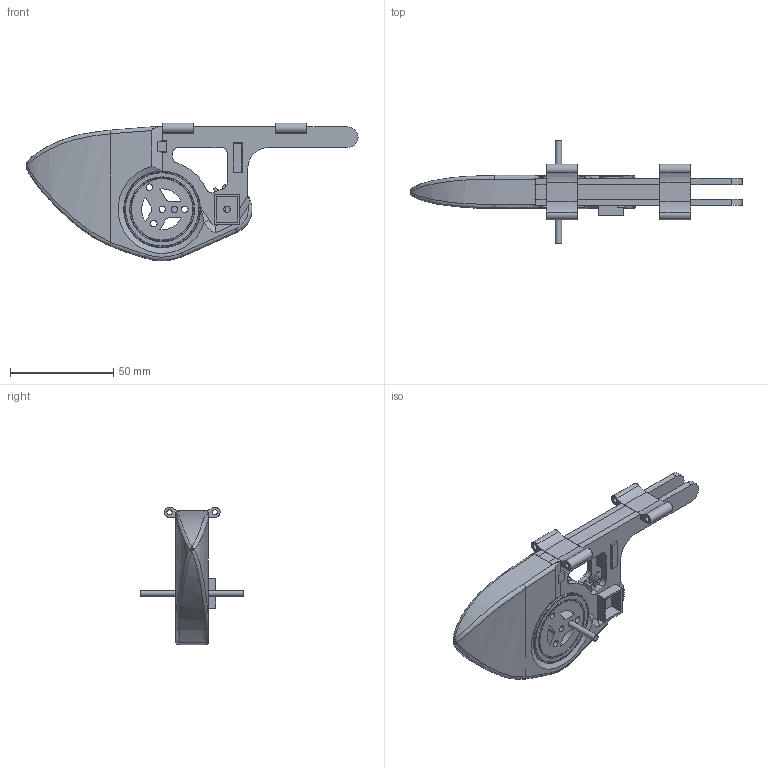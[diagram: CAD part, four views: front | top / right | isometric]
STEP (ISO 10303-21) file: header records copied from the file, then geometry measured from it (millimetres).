
FILE_DESCRIPTION(/* description */ ('','CAx-IF Rec.Pracs.---Representation and Presentation of Product Manufacturing Information (PMI)---4.0---2014-10-13'),/* implementation_level */ '2;1');
FILE_NAME(/* name */ 'Prototype Body improved v2.step',/* time_stamp */ '2025-03-08T01:51:32Z',/* author */ (''),/* organization */ (''),/* preprocessor_version */ 'ST-DEVELOPER v20',/* originating_system */ 'Autodesk Translation Framework v13.20.0.188',/* authorisation */ '');
FILE_SCHEMA (('AP242_MANAGED_MODEL_BASED_3D_ENGINEERING_MIM_LF { 1 0 10303 442 1 1 4 }'));
Products named in the file (12): Prototype Body improved; bottom_chassis; Bearing 10 03; flapping_shaft; Spur Gear (30 teeth); motor shaft; Spur Gear (15 teeth); top_chassis; Bearing 37 30; pivots; 50mm rod; casing improved
Assembly tree (13 placements, depth 3):
  Prototype Body improved
    bottom_chassis
    Bearing 37 30  x2
    Bearing 10 03
    flapping_shaft
      Spur Gear (30 teeth)
    motor shaft
      Spur Gear (15 teeth)
    top_chassis
    pivots  x2
    50mm rod
    casing improved
Bounding box: 161 x 50 x 66.78 mm (x, y, z)
Volume: 61072.2 mm3; surface area: 49038.1 mm2
Topology: 19 solids, 19 shells, 601 faces, 1643 edges, 1090 vertices
Faces by surface type: cylinder 211, plane 188, bspline 163, torus 28, cone 11
Full cylindrical faces by diameter (mm): 2.5 x4, 2.8 x1, 3 x3, 3.2 x5, 4 x2, 9 x2, 10 x1, 10.2 x1, 29.8 x2, 30 x2, 31.5 x4, 35.5 x4, 37 x2, 37.2 x2
Entity records: 46876 total; most frequent: CARTESIAN_POINT 33036, ORIENTED_EDGE 3150, DIRECTION 2456, EDGE_CURVE 1575, VERTEX_POINT 1046, AXIS2_PLACEMENT_3D 912, EDGE_LOOP 635, LINE 632
